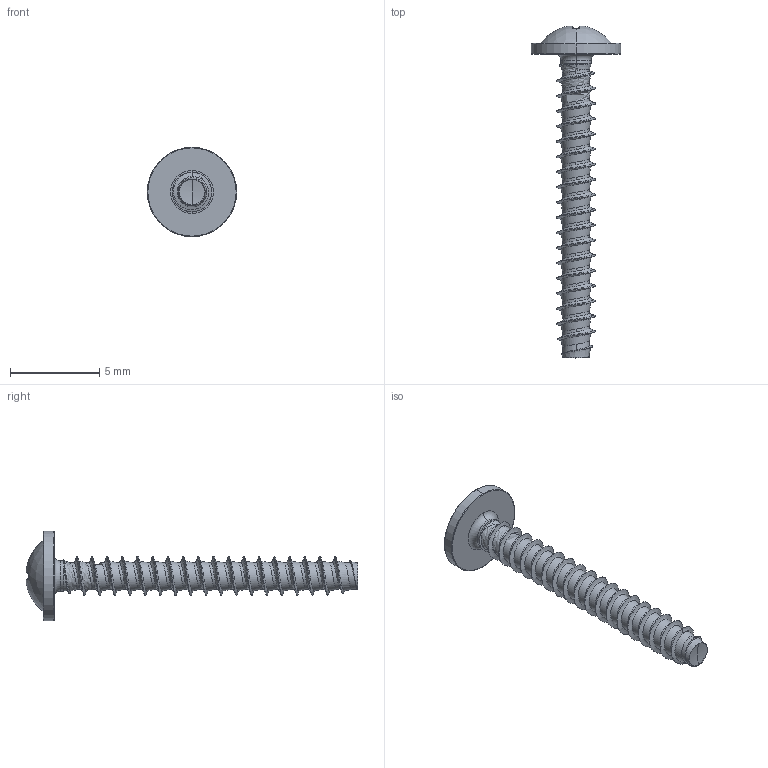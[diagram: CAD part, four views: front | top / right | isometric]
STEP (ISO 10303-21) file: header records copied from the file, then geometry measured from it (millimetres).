
FILE_DESCRIPTION (( 'STEP AP203' ), '1' );
FILE_NAME ('STP310220170.STEP', '2019-05-15T18:58:28', ( '' ), ( '' ), 'SwSTEP 2.0', 'SolidWorks 2015', '' );
FILE_SCHEMA (( 'CONFIG_CONTROL_DESIGN' ));
Length unit declared in the file: millimetre
Products named in the file (2): STP310220170
Bounding box: 5 x 18.57 x 5 mm (x, y, z)
Volume: 54.1 mm3; surface area: 190.2 mm2
Topology: 1 solids, 1 shells, 205 faces, 483 edges, 281 vertices
Faces by surface type: cylinder 64, bspline 51, torus 30, sphere 28, plane 23, cone 9
Entity records: 33055 total; most frequent: CARTESIAN_POINT 28705, ORIENTED_EDGE 962, DIRECTION 797, EDGE_CURVE 481, AXIS2_PLACEMENT_3D 350, VERTEX_POINT 281, EDGE_LOOP 208, ADVANCED_FACE 205
